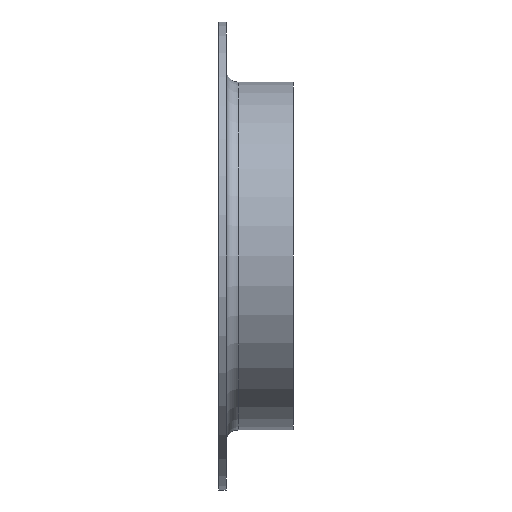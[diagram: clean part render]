
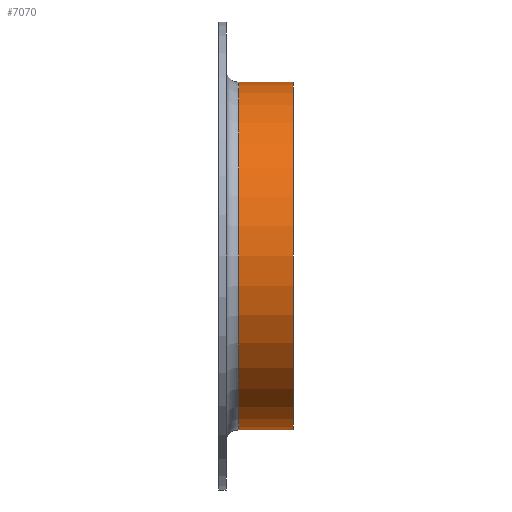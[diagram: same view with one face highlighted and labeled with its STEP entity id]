
A CAD part, front view. The second image highlights one B-rep face of the part: STEP entity #7070.
In plain terms, the highlighted cylindrical face has radius 69.85 mm (diameter 139.7 mm), a full revolution.
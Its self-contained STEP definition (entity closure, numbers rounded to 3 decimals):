
#499 = DIRECTION ( 'NONE',  ( -1., 0., 0. ) ) ;
#806 = EDGE_LOOP ( 'NONE', ( #8745 ) ) ;
#1012 = CIRCLE ( 'NONE', #5614, 69.85 ) ;
#1289 = DIRECTION ( 'NONE',  ( -1., 0., 0. ) ) ;
#1320 = FACE_OUTER_BOUND ( 'NONE', #5993, .T. ) ;
#1328 = AXIS2_PLACEMENT_3D ( 'NONE', #11466, #5952, #9257 ) ;
#2798 = CARTESIAN_POINT ( 'NONE',  ( 8., 0., 0. ) ) ;
#3529 = VERTEX_POINT ( 'NONE', #11478 ) ;
#4246 = EDGE_CURVE ( 'NONE', #8063, #8063, #6321, .T. ) ;
#4510 = EDGE_CURVE ( 'NONE', #3529, #3529, #1012, .T. ) ;
#4577 = CYLINDRICAL_SURFACE ( 'NONE', #1328, 69.85 ) ;
#5614 = AXIS2_PLACEMENT_3D ( 'NONE', #12736, #1289, #12897 ) ;
#5814 = CARTESIAN_POINT ( 'NONE',  ( 8., 0., 69.85 ) ) ;
#5952 = DIRECTION ( 'NONE',  ( -1., 0., 0. ) ) ;
#5993 = EDGE_LOOP ( 'NONE', ( #12555 ) ) ;
#6321 = CIRCLE ( 'NONE', #6602, 69.85 ) ;
#6602 = AXIS2_PLACEMENT_3D ( 'NONE', #2798, #499, #12020 ) ;
#7070 = ADVANCED_FACE ( 'NONE', ( #12926, #1320 ), #4577, .T. ) ;
#8063 = VERTEX_POINT ( 'NONE', #5814 ) ;
#8745 = ORIENTED_EDGE ( 'NONE', *, *, #4246, .F. ) ;
#9257 = DIRECTION ( 'NONE',  ( 0., 0., 1. ) ) ;
#11466 = CARTESIAN_POINT ( 'NONE',  ( 0., 0., 0. ) ) ;
#11478 = CARTESIAN_POINT ( 'NONE',  ( 30., 0., 69.85 ) ) ;
#12020 = DIRECTION ( 'NONE',  ( 0., 0., 1. ) ) ;
#12555 = ORIENTED_EDGE ( 'NONE', *, *, #4510, .T. ) ;
#12736 = CARTESIAN_POINT ( 'NONE',  ( 30., 0., 0. ) ) ;
#12897 = DIRECTION ( 'NONE',  ( 0., 0., 1. ) ) ;
#12926 = FACE_OUTER_BOUND ( 'NONE', #806, .T. ) ;
